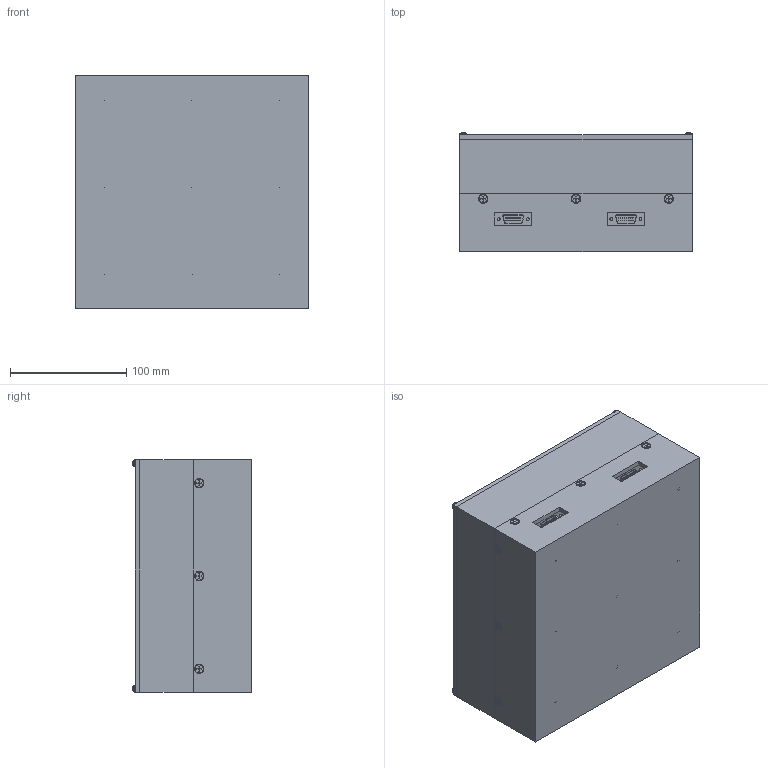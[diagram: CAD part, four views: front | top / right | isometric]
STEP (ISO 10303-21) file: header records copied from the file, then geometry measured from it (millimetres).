
FILE_DESCRIPTION(/* description */ (''),/* implementation_level */ '2;1');
FILE_NAME(/* name */ 'Assembly.stp',/* time_stamp */ '2021-04-25T21:44:27+05:00',/* author */ ('Ramana Bharathi'),/* organization */ (''),/* preprocessor_version */ 'ST-DEVELOPER v16.13',/* originating_system */ 'Autodesk Inventor 2018',/* authorisation */ '');
FILE_SCHEMA (('AUTOMOTIVE_DESIGN { 1 0 10303 214 3 1 1 }'));
Length unit declared in the file: millimetre
Products named in the file (17): Assembly; sensor1; sensor2; sensor3; Board; Housing_bottom; Housing_top; Housing_lid; spacer; sensor1_lock; sensor3_lock; sensor2_lock; AS 1427 - M4 x 6; AS 1427 - M3 x 16; AS 1112 - M3  Type 5; AS 1427 - M4 x 8; AS 1427 - M3 x 8
Assembly tree (63 placements, depth 2):
  Assembly
    sensor1  x4
    sensor2
    sensor3
    Board
    Housing_bottom
    Housing_top
    Housing_lid
    spacer  x9
    sensor1_lock
    AS 1427 - M4 x 8  x16
    sensor3_lock  x2
    sensor2_lock
    AS 1427 - M3 x 8  x8
    AS 1427 - M4 x 6  x4
    AS 1427 - M3 x 16  x4
    AS 1112 - M3  Type 5  x8
Bounding box: 200.02 x 102.14 x 200.02 mm (x, y, z)
Volume: 1496668 mm3; surface area: 618356.3 mm2
Topology: 63 solids, 63 shells, 1817 faces, 4382 edges, 2816 vertices
Faces by surface type: plane 776, cone 538, cylinder 340, torus 144, sphere 12, bspline 7
Full cylindrical faces by diameter (mm): 0.5 x32, 1 x5, 2.459 x8, 2.5 x8, 2.693 x12, 3 x80, 3.571 x20, 4 x58, 5 x12, 5.3 x4, 7 x16, 10 x3, 15 x1, 40 x5, 60 x4, 75 x1, 80 x8, 88 x1, 100 x2, 110 x1, 120 x1
Entity records: 20427 total; most frequent: CARTESIAN_POINT 3875, DIRECTION 3481, ORIENTED_EDGE 2734, AXIS2_PLACEMENT_3D 1421, EDGE_CURVE 1367, EDGE_LOOP 1192, VERTEX_POINT 1025, FACE_OUTER_BOUND 709
